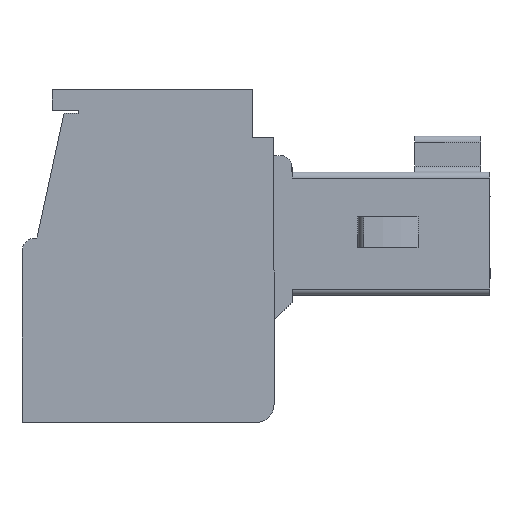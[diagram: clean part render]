
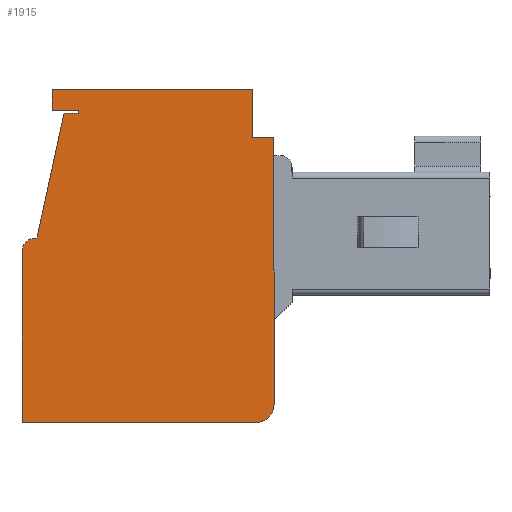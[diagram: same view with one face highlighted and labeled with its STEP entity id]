
A CAD part, left-side view. The second image highlights one B-rep face of the part: STEP entity #1915.
In plain terms, the highlighted planar face has unit normal (-1, 0, 0).
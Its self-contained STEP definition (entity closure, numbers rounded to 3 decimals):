
#213 = DIRECTION ( 'NONE',  ( 0., 0., -1. ) ) ;
#478 = VECTOR ( 'NONE', #213, 1000. ) ;
#561 = VECTOR ( 'NONE', #11447, 1000. ) ;
#968 = VERTEX_POINT ( 'NONE', #24745 ) ;
#1076 = LINE ( 'NONE', #10432, #18045 ) ;
#1153 = ORIENTED_EDGE ( 'NONE', *, *, #24364, .T. ) ;
#1252 = EDGE_CURVE ( 'NONE', #5819, #968, #11641, .T. ) ;
#1458 = LINE ( 'NONE', #15473, #20950 ) ;
#1473 = ORIENTED_EDGE ( 'NONE', *, *, #11124, .F. ) ;
#1631 = CARTESIAN_POINT ( 'NONE',  ( 0., 14.2, 10.3 ) ) ;
#1636 = CARTESIAN_POINT ( 'NONE',  ( 0., 13.7, 10.3 ) ) ;
#1800 = CARTESIAN_POINT ( 'NONE',  ( 0., 15.6, 0. ) ) ;
#1915 = ADVANCED_FACE ( 'NONE', ( #20403 ), #18474, .F. ) ;
#2109 = VECTOR ( 'NONE', #20470, 1000. ) ;
#2423 = DIRECTION ( 'NONE',  ( 0., 0., 1. ) ) ;
#2817 = LINE ( 'NONE', #8167, #13829 ) ;
#3303 = CARTESIAN_POINT ( 'NONE',  ( 0., 15.6, 11.1 ) ) ;
#3509 = LINE ( 'NONE', #23106, #561 ) ;
#3614 = VERTEX_POINT ( 'NONE', #6537 ) ;
#4764 = CARTESIAN_POINT ( 'NONE',  ( 0., 15.1, 6.15 ) ) ;
#4885 = ORIENTED_EDGE ( 'NONE', *, *, #7297, .T. ) ;
#5134 = EDGE_CURVE ( 'NONE', #10402, #3614, #2817, .T. ) ;
#5439 = LINE ( 'NONE', #1800, #15282 ) ;
#5690 = ORIENTED_EDGE ( 'NONE', *, *, #21614, .T. ) ;
#5819 = VERTEX_POINT ( 'NONE', #10811 ) ;
#5908 = DIRECTION ( 'NONE',  ( 0., 1., 0. ) ) ;
#6040 = CARTESIAN_POINT ( 'NONE',  ( 0., 7.92, 9.5 ) ) ;
#6173 = CARTESIAN_POINT ( 'NONE',  ( 0., 15.6, 11.1 ) ) ;
#6307 = LINE ( 'NONE', #10218, #478 ) ;
#6377 = CARTESIAN_POINT ( 'NONE',  ( 0., 7.8, 0.6 ) ) ;
#6537 = CARTESIAN_POINT ( 'NONE',  ( 0., 7.92, 11.1 ) ) ;
#6626 = DIRECTION ( 'NONE',  ( 1., 0., 0. ) ) ;
#6767 = DIRECTION ( 'NONE',  ( -1., 0., 0. ) ) ;
#6980 = DIRECTION ( 'NONE',  ( 0., 1., 0. ) ) ;
#7297 = EDGE_CURVE ( 'NONE', #17546, #10402, #8369, .T. ) ;
#7560 = DIRECTION ( 'NONE',  ( 0., -1., 0. ) ) ;
#7889 = DIRECTION ( 'NONE',  ( -1., 0., 0. ) ) ;
#7922 = EDGE_CURVE ( 'NONE', #8537, #18463, #10762, .T. ) ;
#8167 = CARTESIAN_POINT ( 'NONE',  ( 0., 7.92, 11.1 ) ) ;
#8252 = AXIS2_PLACEMENT_3D ( 'NONE', #19215, #7889, #25201 ) ;
#8369 = LINE ( 'NONE', #6040, #11164 ) ;
#8537 = VERTEX_POINT ( 'NONE', #25598 ) ;
#9159 = VERTEX_POINT ( 'NONE', #17961 ) ;
#9325 = EDGE_CURVE ( 'NONE', #17143, #5819, #5439, .T. ) ;
#9678 = VECTOR ( 'NONE', #7560, 1000. ) ;
#9987 = AXIS2_PLACEMENT_3D ( 'NONE', #6377, #6767, #20405 ) ;
#10032 = LINE ( 'NONE', #15992, #15817 ) ;
#10044 = ORIENTED_EDGE ( 'NONE', *, *, #12723, .T. ) ;
#10218 = CARTESIAN_POINT ( 'NONE',  ( 0., 14.6, 11.1 ) ) ;
#10402 = VERTEX_POINT ( 'NONE', #17058 ) ;
#10432 = CARTESIAN_POINT ( 'NONE',  ( 0., 15.15, 6.15 ) ) ;
#10762 = CIRCLE ( 'NONE', #8252, 0.45 ) ;
#10811 = CARTESIAN_POINT ( 'NONE',  ( 0., 7.8, 0. ) ) ;
#11124 = EDGE_CURVE ( 'NONE', #17143, #18463, #14357, .T. ) ;
#11164 = VECTOR ( 'NONE', #5908, 1000. ) ;
#11447 = DIRECTION ( 'NONE',  ( 0., 0., 1. ) ) ;
#11641 = CIRCLE ( 'NONE', #9987, 0.6 ) ;
#12279 = VERTEX_POINT ( 'NONE', #1631 ) ;
#12679 = VERTEX_POINT ( 'NONE', #1636 ) ;
#12723 = EDGE_CURVE ( 'NONE', #12890, #22699, #6307, .T. ) ;
#12890 = VERTEX_POINT ( 'NONE', #21111 ) ;
#13418 = DIRECTION ( 'NONE',  ( 0., 0., -1. ) ) ;
#13829 = VECTOR ( 'NONE', #2423, 1000. ) ;
#13934 = DIRECTION ( 'NONE',  ( 0., 0.212, -0.977 ) ) ;
#14357 = LINE ( 'NONE', #6173, #2109 ) ;
#14517 = CARTESIAN_POINT ( 'NONE',  ( 0., 13.7, 10.3 ) ) ;
#14829 = ORIENTED_EDGE ( 'NONE', *, *, #7922, .T. ) ;
#14967 = EDGE_LOOP ( 'NONE', ( #15269, #1153, #4885, #23873, #24191, #10044, #22456, #16077, #21777, #5690, #21273, #14829, #1473, #24329 ) ) ;
#15269 = ORIENTED_EDGE ( 'NONE', *, *, #1252, .T. ) ;
#15282 = VECTOR ( 'NONE', #23629, 1000. ) ;
#15473 = CARTESIAN_POINT ( 'NONE',  ( 0., 13.7, 10.4 ) ) ;
#15817 = VECTOR ( 'NONE', #13934, 1000. ) ;
#15992 = CARTESIAN_POINT ( 'NONE',  ( 0., 15.1, 6.15 ) ) ;
#16077 = ORIENTED_EDGE ( 'NONE', *, *, #19804, .T. ) ;
#16101 = DIRECTION ( 'NONE',  ( 0., 0., -1. ) ) ;
#16446 = LINE ( 'NONE', #14517, #20499 ) ;
#16484 = CARTESIAN_POINT ( 'NONE',  ( 0., 15.6, 11.1 ) ) ;
#16870 = VERTEX_POINT ( 'NONE', #4764 ) ;
#17058 = CARTESIAN_POINT ( 'NONE',  ( 0., 7.92, 9.5 ) ) ;
#17143 = VERTEX_POINT ( 'NONE', #21622 ) ;
#17546 = VERTEX_POINT ( 'NONE', #22234 ) ;
#17961 = CARTESIAN_POINT ( 'NONE',  ( 0., 13.7, 10.4 ) ) ;
#18045 = VECTOR ( 'NONE', #22247, 1000. ) ;
#18463 = VERTEX_POINT ( 'NONE', #20392 ) ;
#18474 = PLANE ( 'NONE',  #25380 ) ;
#18810 = EDGE_CURVE ( 'NONE', #12679, #12279, #16446, .T. ) ;
#19215 = CARTESIAN_POINT ( 'NONE',  ( 0., 15.15, 5.7 ) ) ;
#19293 = DIRECTION ( 'NONE',  ( 0., -1., 0. ) ) ;
#19385 = LINE ( 'NONE', #25242, #9678 ) ;
#19581 = EDGE_CURVE ( 'NONE', #16870, #8537, #1076, .T. ) ;
#19804 = EDGE_CURVE ( 'NONE', #9159, #12679, #1458, .T. ) ;
#20392 = CARTESIAN_POINT ( 'NONE',  ( 0., 15.6, 5.7 ) ) ;
#20403 = FACE_OUTER_BOUND ( 'NONE', #14967, .T. ) ;
#20405 = DIRECTION ( 'NONE',  ( 0., 0., -1. ) ) ;
#20470 = DIRECTION ( 'NONE',  ( 0., 0., 1. ) ) ;
#20499 = VECTOR ( 'NONE', #6980, 1000. ) ;
#20950 = VECTOR ( 'NONE', #13418, 1000. ) ;
#21111 = CARTESIAN_POINT ( 'NONE',  ( 0., 14.6, 11.1 ) ) ;
#21273 = ORIENTED_EDGE ( 'NONE', *, *, #19581, .T. ) ;
#21614 = EDGE_CURVE ( 'NONE', #12279, #16870, #10032, .T. ) ;
#21622 = CARTESIAN_POINT ( 'NONE',  ( 0., 15.6, 0. ) ) ;
#21777 = ORIENTED_EDGE ( 'NONE', *, *, #18810, .T. ) ;
#22234 = CARTESIAN_POINT ( 'NONE',  ( 0., 7.2, 9.5 ) ) ;
#22247 = DIRECTION ( 'NONE',  ( 0., 1., 0. ) ) ;
#22456 = ORIENTED_EDGE ( 'NONE', *, *, #24010, .T. ) ;
#22485 = VECTOR ( 'NONE', #19293, 1000. ) ;
#22699 = VERTEX_POINT ( 'NONE', #24099 ) ;
#22891 = EDGE_CURVE ( 'NONE', #12890, #3614, #23045, .T. ) ;
#23045 = LINE ( 'NONE', #3303, #22485 ) ;
#23106 = CARTESIAN_POINT ( 'NONE',  ( 0., 7.2, 9.5 ) ) ;
#23629 = DIRECTION ( 'NONE',  ( 0., -1., 0. ) ) ;
#23873 = ORIENTED_EDGE ( 'NONE', *, *, #5134, .T. ) ;
#24010 = EDGE_CURVE ( 'NONE', #22699, #9159, #19385, .T. ) ;
#24099 = CARTESIAN_POINT ( 'NONE',  ( 0., 14.6, 10.4 ) ) ;
#24191 = ORIENTED_EDGE ( 'NONE', *, *, #22891, .F. ) ;
#24329 = ORIENTED_EDGE ( 'NONE', *, *, #9325, .T. ) ;
#24364 = EDGE_CURVE ( 'NONE', #968, #17546, #3509, .T. ) ;
#24745 = CARTESIAN_POINT ( 'NONE',  ( 0., 7.2, 0.6 ) ) ;
#25201 = DIRECTION ( 'NONE',  ( 0., 0., 1. ) ) ;
#25242 = CARTESIAN_POINT ( 'NONE',  ( 0., 14.6, 10.4 ) ) ;
#25380 = AXIS2_PLACEMENT_3D ( 'NONE', #16484, #6626, #16101 ) ;
#25598 = CARTESIAN_POINT ( 'NONE',  ( 0., 15.15, 6.15 ) ) ;
